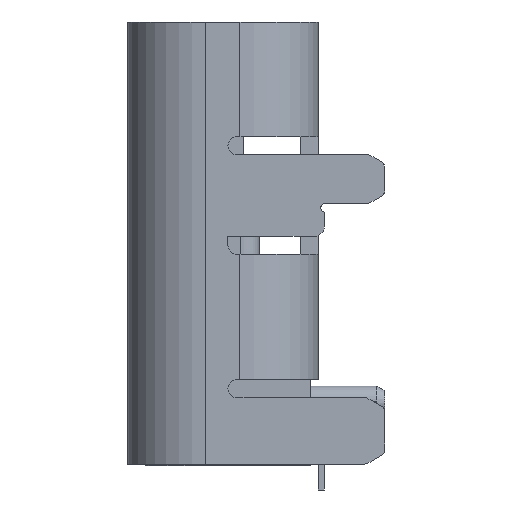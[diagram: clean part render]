
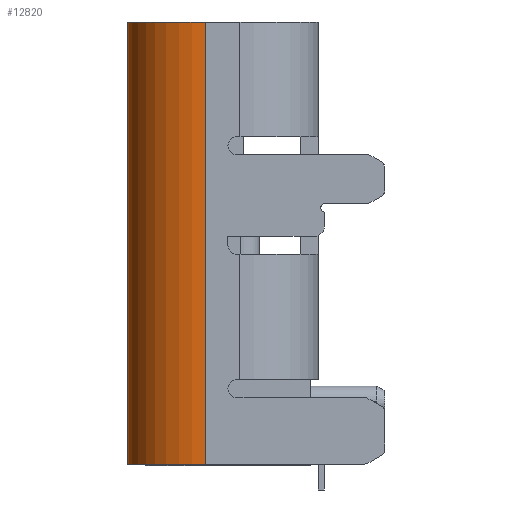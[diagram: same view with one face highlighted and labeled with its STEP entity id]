
A CAD part, left-side view. The second image highlights one B-rep face of the part: STEP entity #12820.
In plain terms, the highlighted cylindrical face has radius 1.295 mm (diameter 2.591 mm), a partial arc.
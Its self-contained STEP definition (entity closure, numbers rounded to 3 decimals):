
#336 = LINE ( 'NONE', #5867, #15805 ) ;
#398 = DIRECTION ( 'NONE',  ( 1., 0., 0. ) ) ;
#1764 = ORIENTED_EDGE ( 'NONE', *, *, #6837, .F. ) ;
#1817 = CARTESIAN_POINT ( 'NONE',  ( -3.175, 3.26, 6.28 ) ) ;
#3435 = AXIS2_PLACEMENT_3D ( 'NONE', #10013, #15867, #398 ) ;
#3772 = DIRECTION ( 'NONE',  ( 0., 0., 1. ) ) ;
#3782 = ORIENTED_EDGE ( 'NONE', *, *, #12861, .F. ) ;
#5720 = DIRECTION ( 'NONE',  ( 0., 0., 1. ) ) ;
#5794 = DIRECTION ( 'NONE',  ( 0., 0., 1. ) ) ;
#5867 = CARTESIAN_POINT ( 'NONE',  ( -3.175, 3.26, -1.04 ) ) ;
#6215 = CIRCLE ( 'NONE', #3435, 1.295 ) ;
#6317 = AXIS2_PLACEMENT_3D ( 'NONE', #8448, #14403, #18216 ) ;
#6837 = EDGE_CURVE ( 'NONE', #7501, #12491, #19887, .T. ) ;
#6966 = LINE ( 'NONE', #18644, #16130 ) ;
#7501 = VERTEX_POINT ( 'NONE', #1817 ) ;
#8448 = CARTESIAN_POINT ( 'NONE',  ( -3.175, 1.965, 6.28 ) ) ;
#9936 = CARTESIAN_POINT ( 'NONE',  ( -3.175, 3.26, -1.04 ) ) ;
#10013 = CARTESIAN_POINT ( 'NONE',  ( -3.175, 1.965, -1.04 ) ) ;
#12263 = CARTESIAN_POINT ( 'NONE',  ( -4.47, 1.965, 6.28 ) ) ;
#12491 = VERTEX_POINT ( 'NONE', #12263 ) ;
#12820 = ADVANCED_FACE ( 'NONE', ( #22310 ), #21106, .T. ) ;
#12861 = EDGE_CURVE ( 'NONE', #18235, #7501, #336, .T. ) ;
#14403 = DIRECTION ( 'NONE',  ( 0., 0., 1. ) ) ;
#15805 = VECTOR ( 'NONE', #5794, 1000. ) ;
#15867 = DIRECTION ( 'NONE',  ( 0., 0., 1. ) ) ;
#16130 = VECTOR ( 'NONE', #3772, 1000. ) ;
#17042 = EDGE_CURVE ( 'NONE', #21018, #12491, #6966, .T. ) ;
#18216 = DIRECTION ( 'NONE',  ( 1., 0., 0. ) ) ;
#18235 = VERTEX_POINT ( 'NONE', #9936 ) ;
#18278 = EDGE_LOOP ( 'NONE', ( #22523, #1764, #3782, #23879 ) ) ;
#18644 = CARTESIAN_POINT ( 'NONE',  ( -4.47, 1.965, -1.04 ) ) ;
#18817 = AXIS2_PLACEMENT_3D ( 'NONE', #22646, #5720, #24499 ) ;
#19250 = EDGE_CURVE ( 'NONE', #18235, #21018, #6215, .T. ) ;
#19449 = CARTESIAN_POINT ( 'NONE',  ( -4.47, 1.965, -1.04 ) ) ;
#19887 = CIRCLE ( 'NONE', #6317, 1.295 ) ;
#21018 = VERTEX_POINT ( 'NONE', #19449 ) ;
#21106 = CYLINDRICAL_SURFACE ( 'NONE', #18817, 1.295 ) ;
#22310 = FACE_OUTER_BOUND ( 'NONE', #18278, .T. ) ;
#22523 = ORIENTED_EDGE ( 'NONE', *, *, #17042, .T. ) ;
#22646 = CARTESIAN_POINT ( 'NONE',  ( -3.175, 1.965, -1.04 ) ) ;
#23879 = ORIENTED_EDGE ( 'NONE', *, *, #19250, .T. ) ;
#24499 = DIRECTION ( 'NONE',  ( 1., 0., 0. ) ) ;
